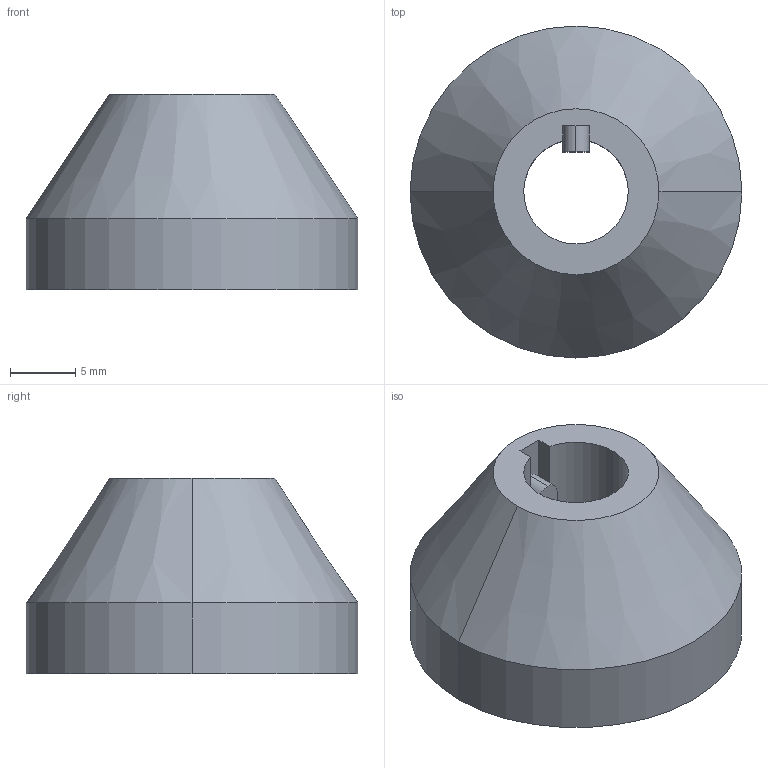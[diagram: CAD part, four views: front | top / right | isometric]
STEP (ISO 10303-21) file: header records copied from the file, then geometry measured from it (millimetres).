
FILE_DESCRIPTION (( 'STEP AP203' ), '1' );
FILE_NAME ('REV-21-2108.STEP', '2021-12-06T14:31:16', ( '' ), ( '' ), 'SwSTEP 2.0', 'SolidWorks 2022', '' );
FILE_SCHEMA (( 'CONFIG_CONTROL_DESIGN' ));
Length unit declared in the file: inch
Products named in the file (1): REV-21-2108
Bounding box: 25.4 x 25.4 x 14.94 mm (x, y, z)
Volume: 3906.5 mm3; surface area: 2349.8 mm2
Topology: 2 solids, 2 shells, 176 faces, 511 edges, 340 vertices
Faces by surface type: cylinder 86, bspline 78, plane 10, cone 2
Entity records: 8586 total; most frequent: CARTESIAN_POINT 4226, ORIENTED_EDGE 1022, DIRECTION 727, EDGE_CURVE 511, VERTEX_POINT 340, AXIS2_PLACEMENT_3D 273, LINE 181, VECTOR 181
